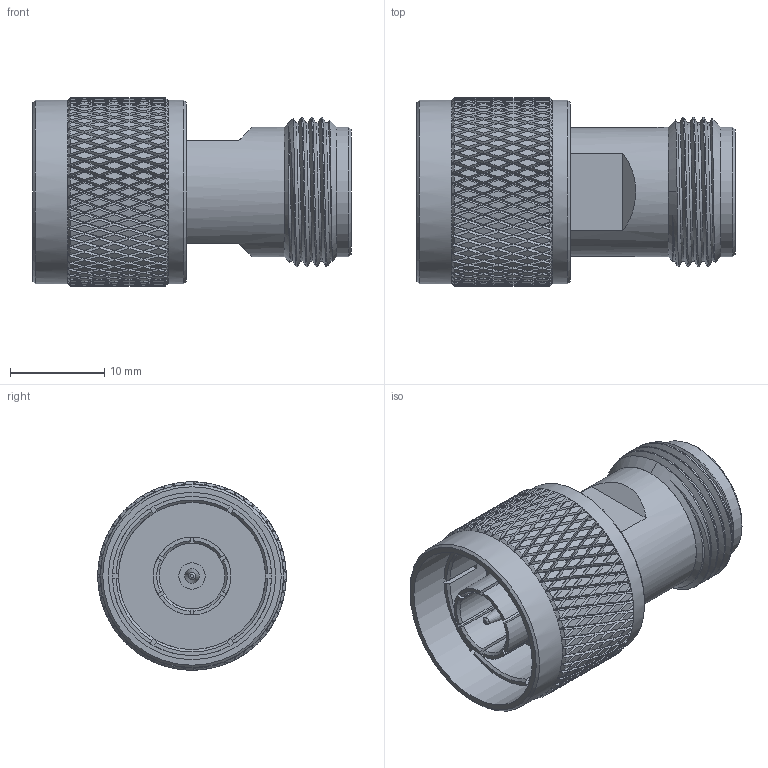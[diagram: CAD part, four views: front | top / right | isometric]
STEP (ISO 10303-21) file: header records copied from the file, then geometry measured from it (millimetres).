
FILE_DESCRIPTION (( 'STEP AP203' ), '1' );
FILE_NAME ('PE91114_3D.step', '2021-12-20T16:43:59', ( '' ), ( '' ), 'SwSTEP 2.0', 'SolidWorks 2021', '' );
FILE_SCHEMA (( 'CONFIG_CONTROL_DESIGN' ));
Products named in the file (1): PE91114_3D
Bounding box: 33.78 x 20 x 20 mm (x, y, z)
Volume: 4971.8 mm3; surface area: 4990.7 mm2
Topology: 1 solids, 1 shells, 2553 faces, 5246 edges, 2708 vertices
Faces by surface type: bspline 1764, cylinder 465, cone 245, plane 79
Full cylindrical faces by diameter (mm): 1.524 x2, 2.54 x1, 2.794 x1, 6.985 x2, 8.255 x1, 13.716 x2, 15.621 x1, 16.891 x1, 17.78 x2, 18.034 x1, 19.461 x2
Entity records: 91902 total; most frequent: CARTESIAN_POINT 58095, ORIENTED_EDGE 10420, EDGE_CURVE 5210, DIRECTION 2698, VERTEX_POINT 2696, EDGE_LOOP 2590, FACE_OUTER_BOUND 2570, ADVANCED_FACE 2553
